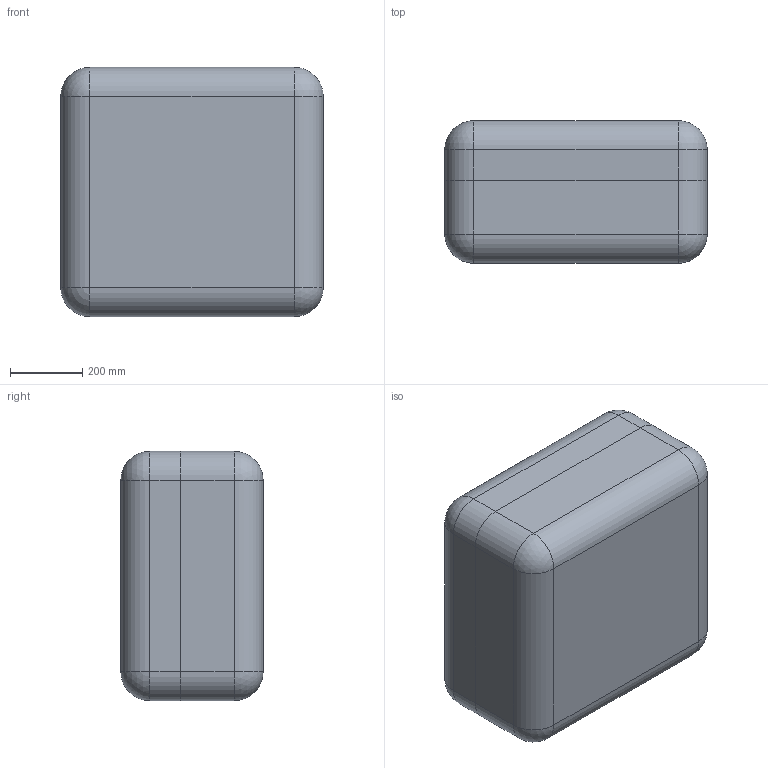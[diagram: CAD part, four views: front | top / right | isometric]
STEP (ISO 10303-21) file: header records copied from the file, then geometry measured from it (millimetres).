
FILE_DESCRIPTION (( 'STEP AP214' ), '1' );
FILE_NAME ('Êîíòåéíåð ÀÄÌÈÐÀË®ÏÐÎÔÅÑÑÈÎÍÀËÜÍÛÅ 064_óïðîùåííàÿ 3D-ìîäåëü.STEP', '2025-08-21T12:00:19', ( '' ), ( '' ), 'SwSTEP 2.0', 'SolidWorks 2021', '' );
FILE_SCHEMA (( 'AUTOMOTIVE_DESIGN' ));
Length unit declared in the file: millimetre
Products named in the file (3): Êîíòåéíåð ÀÄÌÈÐÀË®ÏÐÎÔÅÑÑÈÎÍÀËÜÍÛÅ 064_óïðîùåííàÿ 3D-ìîäåëü; Base_63óïð; Lid 68(óïð)
Assembly tree (2 placements, depth 2):
  Êîíòåéíåð ÀÄÌÈÐÀË®ÏÐÎÔÅÑÑÈÎÍÀËÜÍÛÅ 064_óïðîùåííàÿ 3D-ìîäåëü
    Base_63óïð
    Lid 68(óïð)
Bounding box: 727.36 x 394.27 x 690.7 mm (x, y, z)
Volume: 88263609.4 mm3; surface area: 4324268.1 mm2
Topology: 2 solids, 2 shells, 1195 faces, 2948 edges, 1712 vertices
Faces by surface type: cylinder 520, bspline 252, plane 247, torus 132, cone 24, sphere 20
Entity records: 53830 total; most frequent: CARTESIAN_POINT 27250, ORIENTED_EDGE 5784, DIRECTION 5390, EDGE_CURVE 2892, AXIS2_PLACEMENT_3D 2116, VERTEX_POINT 1712, EDGE_LOOP 1210, ADVANCED_FACE 1195
